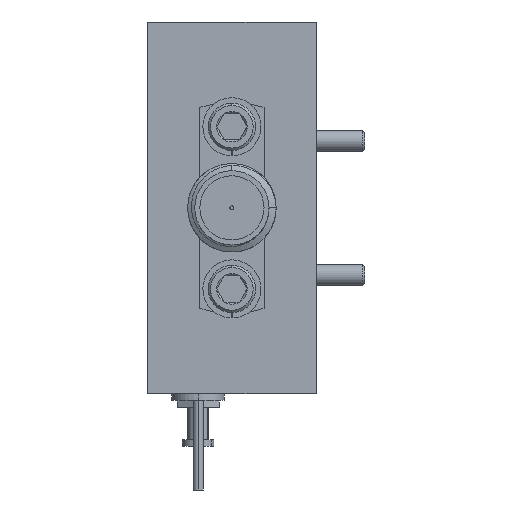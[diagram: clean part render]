
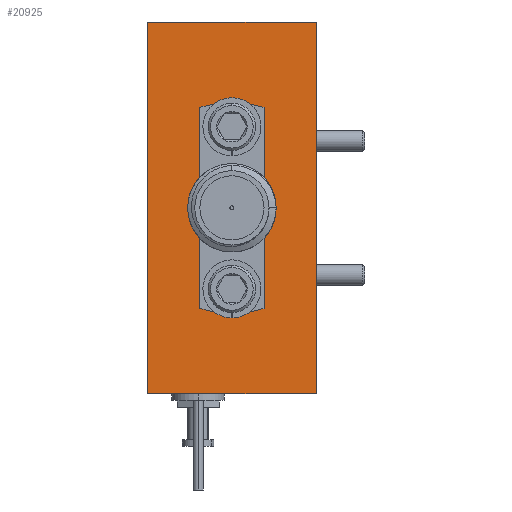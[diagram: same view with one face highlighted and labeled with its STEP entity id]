
A CAD part, left-side view. The second image highlights one B-rep face of the part: STEP entity #20925.
In plain terms, the highlighted planar face has unit normal (-1, 0, 0).
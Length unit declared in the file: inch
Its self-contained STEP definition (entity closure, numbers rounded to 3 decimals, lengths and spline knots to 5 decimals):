
#238 = ORIENTED_EDGE ( 'NONE', *, *, #18597, .F. ) ;
#439 = CARTESIAN_POINT ( 'NONE',  ( -0.9, 0.5, 0.55 ) ) ;
#687 = LINE ( 'NONE', #4253, #6624 ) ;
#1596 = DIRECTION ( 'NONE',  ( 0., -1., 0. ) ) ;
#1834 = ORIENTED_EDGE ( 'NONE', *, *, #6282, .F. ) ;
#1894 = CIRCLE ( 'NONE', #16366, 0.039 ) ;
#1906 = CARTESIAN_POINT ( 'NONE',  ( -0.9, 0.5, 0.55 ) ) ;
#2413 = EDGE_CURVE ( 'NONE', #10223, #13092, #687, .T. ) ;
#2461 = DIRECTION ( 'NONE',  ( 0., -1., 0. ) ) ;
#2498 = FACE_OUTER_BOUND ( 'NONE', #11530, .T. ) ;
#2648 = VECTOR ( 'NONE', #2461, 39.37008 ) ;
#3094 = DIRECTION ( 'NONE',  ( -1., 0., 0. ) ) ;
#3643 = DIRECTION ( 'NONE',  ( -1., 0., 0. ) ) ;
#4170 = DIRECTION ( 'NONE',  ( 0., 0., 1. ) ) ;
#4207 = CARTESIAN_POINT ( 'NONE',  ( -0.9, 0.25, -0.24 ) ) ;
#4253 = CARTESIAN_POINT ( 'NONE',  ( -0.9, 0., 0.55 ) ) ;
#4428 = VERTEX_POINT ( 'NONE', #12208 ) ;
#4703 = DIRECTION ( 'NONE',  ( -1., 0., 0. ) ) ;
#4733 = EDGE_LOOP ( 'NONE', ( #22399, #5685 ) ) ;
#5004 = EDGE_CURVE ( 'NONE', #13813, #4428, #26299, .T. ) ;
#5035 = VERTEX_POINT ( 'NONE', #20890 ) ;
#5074 = EDGE_CURVE ( 'NONE', #5035, #13092, #10816, .T. ) ;
#5563 = CARTESIAN_POINT ( 'NONE',  ( -0.9, 0., -0.55 ) ) ;
#5685 = ORIENTED_EDGE ( 'NONE', *, *, #21716, .F. ) ;
#5829 = CIRCLE ( 'NONE', #22712, 0.039 ) ;
#6066 = CIRCLE ( 'NONE', #21548, 0.035 ) ;
#6282 = EDGE_CURVE ( 'NONE', #23048, #5035, #15767, .T. ) ;
#6624 = VECTOR ( 'NONE', #4170, 39.37008 ) ;
#7130 = DIRECTION ( 'NONE',  ( 0., 0., 1. ) ) ;
#8151 = CARTESIAN_POINT ( 'NONE',  ( -0.9, 0.25, -0.205 ) ) ;
#8514 = ORIENTED_EDGE ( 'NONE', *, *, #15241, .F. ) ;
#8798 = ORIENTED_EDGE ( 'NONE', *, *, #19373, .T. ) ;
#9082 = FACE_BOUND ( 'NONE', #4733, .T. ) ;
#9125 = CARTESIAN_POINT ( 'NONE',  ( -0.9, 0.25, 0.039 ) ) ;
#9874 = AXIS2_PLACEMENT_3D ( 'NONE', #1906, #22854, #18496 ) ;
#9888 = VERTEX_POINT ( 'NONE', #18606 ) ;
#10204 = CIRCLE ( 'NONE', #21733, 0.035 ) ;
#10223 = VERTEX_POINT ( 'NONE', #5563 ) ;
#10302 = CARTESIAN_POINT ( 'NONE',  ( -0.9, 0.5, -0.55 ) ) ;
#10348 = FACE_BOUND ( 'NONE', #20242, .T. ) ;
#10816 = LINE ( 'NONE', #439, #2648 ) ;
#11000 = FACE_BOUND ( 'NONE', #12857, .T. ) ;
#11068 = EDGE_CURVE ( 'NONE', #19337, #9888, #6066, .T. ) ;
#11530 = EDGE_LOOP ( 'NONE', ( #14180, #24380, #1834, #8798 ) ) ;
#11629 = ORIENTED_EDGE ( 'NONE', *, *, #11068, .F. ) ;
#11655 = CARTESIAN_POINT ( 'NONE',  ( -0.9, 0.25, -0.039 ) ) ;
#12053 = DIRECTION ( 'NONE',  ( 0., 0., 1. ) ) ;
#12208 = CARTESIAN_POINT ( 'NONE',  ( -0.9, 0.25, -0.275 ) ) ;
#12326 = CARTESIAN_POINT ( 'NONE',  ( -0.9, 0.25, 0.205 ) ) ;
#12857 = EDGE_LOOP ( 'NONE', ( #8514, #11629 ) ) ;
#13054 = VECTOR ( 'NONE', #1596, 39.37008 ) ;
#13092 = VERTEX_POINT ( 'NONE', #14646 ) ;
#13246 = CARTESIAN_POINT ( 'NONE',  ( -0.9, 0.25, 0. ) ) ;
#13813 = VERTEX_POINT ( 'NONE', #8151 ) ;
#14033 = LINE ( 'NONE', #10302, #13054 ) ;
#14180 = ORIENTED_EDGE ( 'NONE', *, *, #2413, .T. ) ;
#14545 = CARTESIAN_POINT ( 'NONE',  ( -0.9, 0.25, -0.24 ) ) ;
#14570 = DIRECTION ( 'NONE',  ( -1., 0., 0. ) ) ;
#14646 = CARTESIAN_POINT ( 'NONE',  ( -0.9, 0., 0.55 ) ) ;
#15241 = EDGE_CURVE ( 'NONE', #9888, #19337, #10204, .T. ) ;
#15342 = CARTESIAN_POINT ( 'NONE',  ( -0.9, 0.25, 0.24 ) ) ;
#15572 = CARTESIAN_POINT ( 'NONE',  ( -0.9, 0.25, 0. ) ) ;
#15767 = LINE ( 'NONE', #25976, #22981 ) ;
#16068 = ORIENTED_EDGE ( 'NONE', *, *, #19697, .F. ) ;
#16173 = CARTESIAN_POINT ( 'NONE',  ( -0.9, 0.5, -0.55 ) ) ;
#16366 = AXIS2_PLACEMENT_3D ( 'NONE', #15572, #3094, #17671 ) ;
#16504 = AXIS2_PLACEMENT_3D ( 'NONE', #4207, #14570, #18781 ) ;
#17671 = DIRECTION ( 'NONE',  ( 0., 0., 1. ) ) ;
#18496 = DIRECTION ( 'NONE',  ( 0., 0., -1. ) ) ;
#18597 = EDGE_CURVE ( 'NONE', #18701, #25592, #1894, .T. ) ;
#18606 = CARTESIAN_POINT ( 'NONE',  ( -0.9, 0.25, 0.275 ) ) ;
#18701 = VERTEX_POINT ( 'NONE', #11655 ) ;
#18781 = DIRECTION ( 'NONE',  ( 0., 0., 1. ) ) ;
#19337 = VERTEX_POINT ( 'NONE', #12326 ) ;
#19373 = EDGE_CURVE ( 'NONE', #23048, #10223, #14033, .T. ) ;
#19651 = DIRECTION ( 'NONE',  ( 0., 0., 1. ) ) ;
#19662 = DIRECTION ( 'NONE',  ( -1., 0., 0. ) ) ;
#19697 = EDGE_CURVE ( 'NONE', #25592, #18701, #5829, .T. ) ;
#20242 = EDGE_LOOP ( 'NONE', ( #16068, #238 ) ) ;
#20890 = CARTESIAN_POINT ( 'NONE',  ( -0.9, 0.5, 0.55 ) ) ;
#20925 = ADVANCED_FACE ( 'NONE', ( #9082, #11000, #10348, #2498 ), #22567, .F. ) ;
#21548 = AXIS2_PLACEMENT_3D ( 'NONE', #24591, #3643, #22550 ) ;
#21716 = EDGE_CURVE ( 'NONE', #4428, #13813, #21855, .T. ) ;
#21733 = AXIS2_PLACEMENT_3D ( 'NONE', #15342, #4703, #19651 ) ;
#21855 = CIRCLE ( 'NONE', #21864, 0.035 ) ;
#21864 = AXIS2_PLACEMENT_3D ( 'NONE', #14545, #23359, #25767 ) ;
#22399 = ORIENTED_EDGE ( 'NONE', *, *, #5004, .F. ) ;
#22550 = DIRECTION ( 'NONE',  ( 0., 0., 1. ) ) ;
#22567 = PLANE ( 'NONE',  #9874 ) ;
#22712 = AXIS2_PLACEMENT_3D ( 'NONE', #13246, #19662, #7130 ) ;
#22854 = DIRECTION ( 'NONE',  ( 1., 0., 0. ) ) ;
#22981 = VECTOR ( 'NONE', #12053, 39.37008 ) ;
#23048 = VERTEX_POINT ( 'NONE', #16173 ) ;
#23359 = DIRECTION ( 'NONE',  ( -1., 0., 0. ) ) ;
#24380 = ORIENTED_EDGE ( 'NONE', *, *, #5074, .F. ) ;
#24591 = CARTESIAN_POINT ( 'NONE',  ( -0.9, 0.25, 0.24 ) ) ;
#25592 = VERTEX_POINT ( 'NONE', #9125 ) ;
#25767 = DIRECTION ( 'NONE',  ( 0., 0., 1. ) ) ;
#25976 = CARTESIAN_POINT ( 'NONE',  ( -0.9, 0.5, 0.55 ) ) ;
#26299 = CIRCLE ( 'NONE', #16504, 0.035 ) ;
